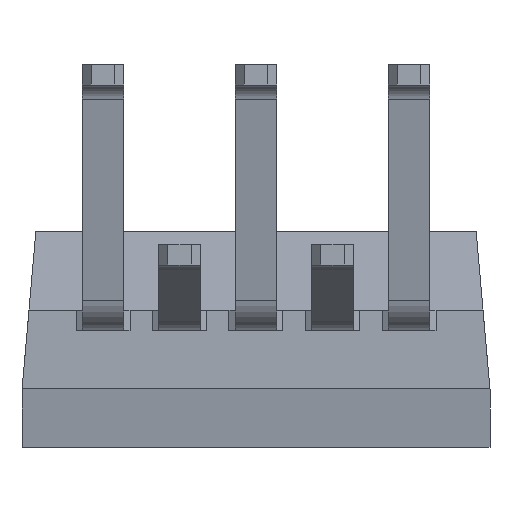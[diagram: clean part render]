
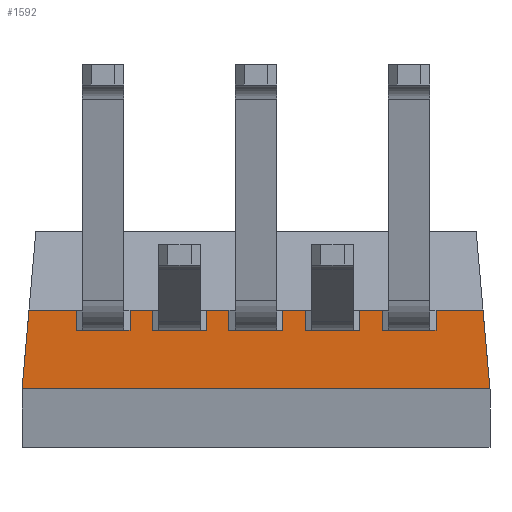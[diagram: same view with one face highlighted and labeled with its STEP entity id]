
A CAD part, front view. The second image highlights one B-rep face of the part: STEP entity #1592.
In plain terms, the highlighted planar face has unit normal (0, -1, 0).
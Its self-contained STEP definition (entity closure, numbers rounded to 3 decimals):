
#13 = DIRECTION ( 'NONE',  ( 0., 1., 0. ) ) ;
#147 = ORIENTED_EDGE ( 'NONE', *, *, #2285, .T. ) ;
#338 = PLANE ( 'NONE',  #1973 ) ;
#410 = CARTESIAN_POINT ( 'NONE',  ( -4.892, 5.35, 0.525 ) ) ;
#588 = EDGE_CURVE ( 'NONE', #3689, #3609, #1345, .T. ) ;
#688 = CARTESIAN_POINT ( 'NONE',  ( -5.198, 5.35, -2.975 ) ) ;
#741 = LINE ( 'NONE', #410, #2607 ) ;
#950 = FACE_OUTER_BOUND ( 'NONE', #3547, .T. ) ;
#1256 = VERTEX_POINT ( 'NONE', #3941 ) ;
#1345 = LINE ( 'NONE', #3960, #3830 ) ;
#1373 = DIRECTION ( 'NONE',  ( -1., 0., 0. ) ) ;
#1380 = ORIENTED_EDGE ( 'NONE', *, *, #1838, .T. ) ;
#1592 = ADVANCED_FACE ( 'NONE', ( #950 ), #338, .F. ) ;
#1838 = EDGE_CURVE ( 'NONE', #3609, #1256, #3246, .T. ) ;
#1931 = VERTEX_POINT ( 'NONE', #688 ) ;
#1973 = AXIS2_PLACEMENT_3D ( 'NONE', #2638, #13, #3605 ) ;
#1987 = CARTESIAN_POINT ( 'NONE',  ( 5.045, 5.35, -1.225 ) ) ;
#2061 = DIRECTION ( 'NONE',  ( -0.087, 0., -0.996 ) ) ;
#2285 = EDGE_CURVE ( 'NONE', #1256, #1931, #741, .T. ) ;
#2346 = CARTESIAN_POINT ( 'NONE',  ( 5.2, 5.35, -2.975 ) ) ;
#2607 = VECTOR ( 'NONE', #2061, 1000. ) ;
#2609 = CARTESIAN_POINT ( 'NONE',  ( 5.2, 5.35, -1.225 ) ) ;
#2638 = CARTESIAN_POINT ( 'NONE',  ( 5.2, 5.35, -2.975 ) ) ;
#2643 = CARTESIAN_POINT ( 'NONE',  ( 5.198, 5.35, -2.975 ) ) ;
#2665 = DIRECTION ( 'NONE',  ( -0.087, 0., 0.996 ) ) ;
#2951 = VECTOR ( 'NONE', #1373, 1000. ) ;
#2966 = LINE ( 'NONE', #2346, #2951 ) ;
#3246 = LINE ( 'NONE', #2609, #4116 ) ;
#3250 = ORIENTED_EDGE ( 'NONE', *, *, #588, .T. ) ;
#3332 = EDGE_CURVE ( 'NONE', #3689, #1931, #2966, .T. ) ;
#3547 = EDGE_LOOP ( 'NONE', ( #1380, #147, #3779, #3250 ) ) ;
#3599 = DIRECTION ( 'NONE',  ( -1., 0., 0. ) ) ;
#3605 = DIRECTION ( 'NONE',  ( 0., 0., 1. ) ) ;
#3609 = VERTEX_POINT ( 'NONE', #1987 ) ;
#3689 = VERTEX_POINT ( 'NONE', #2643 ) ;
#3779 = ORIENTED_EDGE ( 'NONE', *, *, #3332, .F. ) ;
#3830 = VECTOR ( 'NONE', #2665, 1000. ) ;
#3941 = CARTESIAN_POINT ( 'NONE',  ( -5.045, 5.35, -1.225 ) ) ;
#3960 = CARTESIAN_POINT ( 'NONE',  ( 5.2, 5.35, -3. ) ) ;
#4116 = VECTOR ( 'NONE', #3599, 1000. ) ;
